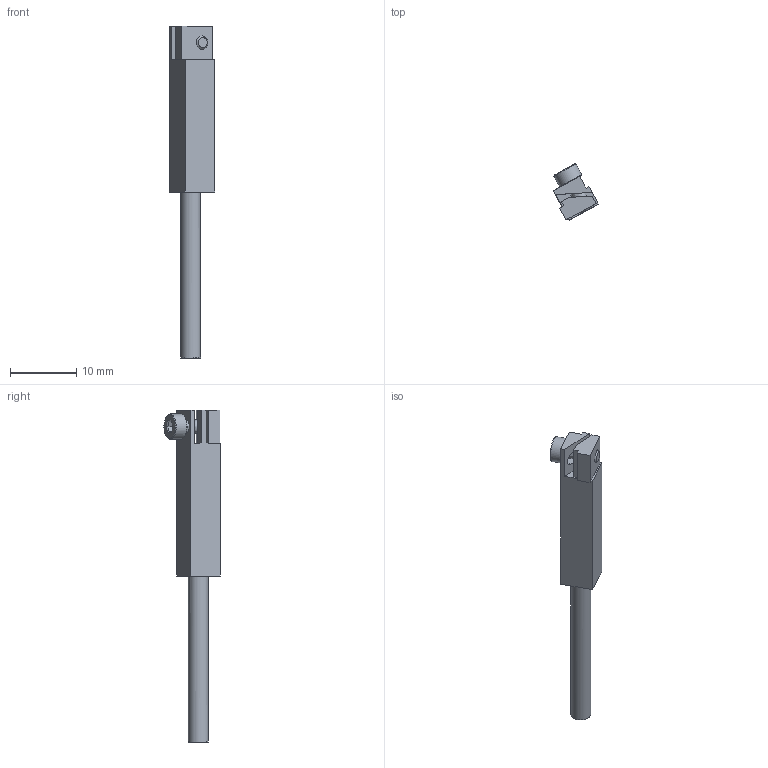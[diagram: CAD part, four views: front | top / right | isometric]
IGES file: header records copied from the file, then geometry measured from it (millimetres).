
Global section: file name: No Iges File Name specified; native system: Autodesk Inventor 2013; preprocessor: AutoDesk Inventor Iges Exporter R2013; author: lck; date: 20130827.133018; units: millimetre
Bounding box: 6.78 x 8.44 x 50 mm (x, y, z)
Volume: 753.5 mm3; surface area: 917.2 mm2
Topology: 2 solids, 2 shells, 49 faces, 121 edges, 76 vertices
Faces by surface type: bspline 49
